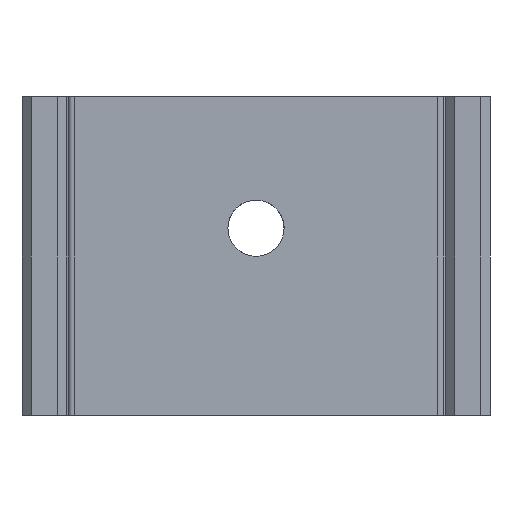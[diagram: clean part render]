
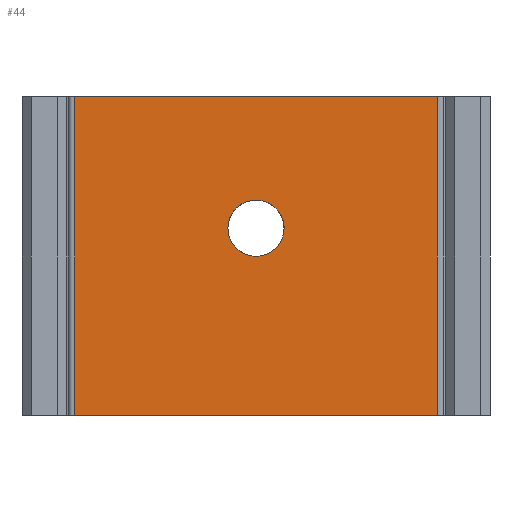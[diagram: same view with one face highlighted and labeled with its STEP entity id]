
A CAD part, front view. The second image highlights one B-rep face of the part: STEP entity #44.
In plain terms, the highlighted planar face has unit normal (0, -1, 0).
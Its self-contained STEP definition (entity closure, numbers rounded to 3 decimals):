
#15=FACE_BOUND('',#116,.T.);
#44=ADVANCED_FACE('',(#79,#15),#618,.T.);
#79=FACE_OUTER_BOUND('',#115,.T.);
#115=EDGE_LOOP('',(#292,#293,#294,#295));
#116=EDGE_LOOP('',(#296));
#292=ORIENTED_EDGE('',*,*,#398,.T.);
#293=ORIENTED_EDGE('',*,*,#392,.T.);
#294=ORIENTED_EDGE('',*,*,#399,.F.);
#295=ORIENTED_EDGE('',*,*,#407,.F.);
#296=ORIENTED_EDGE('',*,*,#357,.T.);
#357=EDGE_CURVE('',#543,#543,#503,.T.);
#392=EDGE_CURVE('',#567,#568,#448,.T.);
#398=EDGE_CURVE('',#575,#567,#512,.T.);
#399=EDGE_CURVE('',#576,#568,#513,.T.);
#407=EDGE_CURVE('',#575,#576,#458,.T.);
#448=B_SPLINE_CURVE_WITH_KNOTS('',1,(#1153,#1154),.UNSPECIFIED.,.F.,.F.,
(2,2),(0.,17.035),.UNSPECIFIED.);
#458=B_SPLINE_CURVE_WITH_KNOTS('',1,(#1227,#1228),.UNSPECIFIED.,.F.,.F.,
(2,2),(0.,17.035),.UNSPECIFIED.);
#503=(
BOUNDED_CURVE()
B_SPLINE_CURVE(2,(#1051,#1052,#1053,#1054,#1055,#1056,#1057,#1058,#1059),
 .UNSPECIFIED.,.T.,.F.)
B_SPLINE_CURVE_WITH_KNOTS((3,2,2,2,3),(-9.425,-7.069,
-4.712,-2.356,0.),.UNSPECIFIED.)
CURVE()
GEOMETRIC_REPRESENTATION_ITEM()
RATIONAL_B_SPLINE_CURVE((1.,0.707,1.,0.707,1.,0.707,
1.,0.707,1.))
REPRESENTATION_ITEM('')
);
#512=(
BOUNDED_CURVE()
B_SPLINE_CURVE(2,(#1191,#1192,#1193),.UNSPECIFIED.,.F.,.F.)
B_SPLINE_CURVE_WITH_KNOTS((3,3),(256.962,276.324),
 .UNSPECIFIED.)
CURVE()
GEOMETRIC_REPRESENTATION_ITEM()
RATIONAL_B_SPLINE_CURVE((1.,1.,1.))
REPRESENTATION_ITEM('')
);
#513=(
BOUNDED_CURVE()
B_SPLINE_CURVE(2,(#1194,#1195,#1196),.UNSPECIFIED.,.F.,.F.)
B_SPLINE_CURVE_WITH_KNOTS((3,3),(256.962,276.324),
 .UNSPECIFIED.)
CURVE()
GEOMETRIC_REPRESENTATION_ITEM()
RATIONAL_B_SPLINE_CURVE((1.,1.,1.))
REPRESENTATION_ITEM('')
);
#543=VERTEX_POINT('',#897);
#567=VERTEX_POINT('',#921);
#568=VERTEX_POINT('',#922);
#575=VERTEX_POINT('',#929);
#576=VERTEX_POINT('',#930);
#618=PLANE('',#734);
#734=AXIS2_PLACEMENT_3D('',#822,#766,$);
#766=DIRECTION('',(0.,-1.,0.));
#822=CARTESIAN_POINT('',(-1011.346,233.106,-22.));
#897=CARTESIAN_POINT('',(-1019.527,233.106,-29.035));
#921=CARTESIAN_POINT('',(-1030.708,233.106,-22.));
#922=CARTESIAN_POINT('',(-1030.708,233.106,-39.035));
#929=CARTESIAN_POINT('',(-1011.346,233.106,-22.));
#930=CARTESIAN_POINT('',(-1011.346,233.106,-39.035));
#1051=CARTESIAN_POINT('',(-1019.527,233.106,-29.035));
#1052=CARTESIAN_POINT('',(-1019.527,233.106,-30.535));
#1053=CARTESIAN_POINT('',(-1021.027,233.106,-30.535));
#1054=CARTESIAN_POINT('',(-1022.527,233.106,-30.535));
#1055=CARTESIAN_POINT('',(-1022.527,233.106,-29.035));
#1056=CARTESIAN_POINT('',(-1022.527,233.106,-27.535));
#1057=CARTESIAN_POINT('',(-1021.027,233.106,-27.535));
#1058=CARTESIAN_POINT('',(-1019.527,233.106,-27.535));
#1059=CARTESIAN_POINT('',(-1019.527,233.106,-29.035));
#1153=CARTESIAN_POINT('',(-1030.708,233.106,-22.));
#1154=CARTESIAN_POINT('',(-1030.708,233.106,-39.035));
#1191=CARTESIAN_POINT('',(-1011.346,233.106,-22.));
#1192=CARTESIAN_POINT('',(-1021.027,233.106,-22.));
#1193=CARTESIAN_POINT('',(-1030.708,233.106,-22.));
#1194=CARTESIAN_POINT('',(-1011.346,233.106,-39.035));
#1195=CARTESIAN_POINT('',(-1021.027,233.106,-39.035));
#1196=CARTESIAN_POINT('',(-1030.708,233.106,-39.035));
#1227=CARTESIAN_POINT('',(-1011.346,233.106,-22.));
#1228=CARTESIAN_POINT('',(-1011.346,233.106,-39.035));
